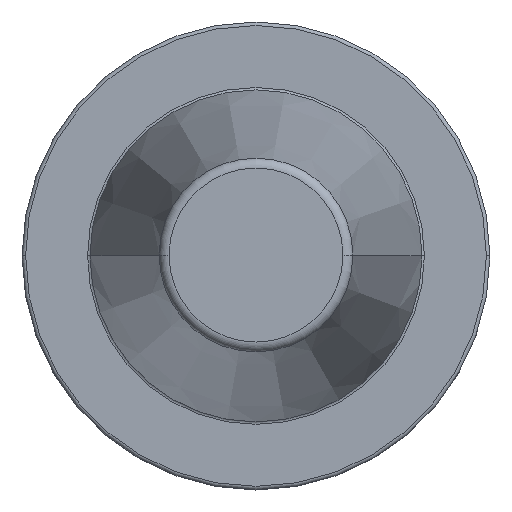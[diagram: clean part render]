
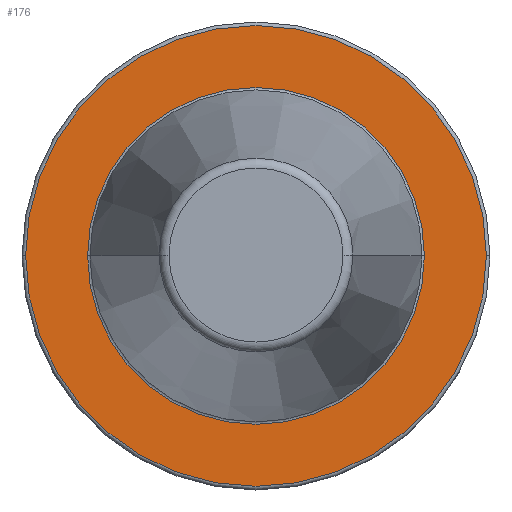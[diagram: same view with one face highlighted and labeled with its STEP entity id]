
A CAD part, top view. The second image highlights one B-rep face of the part: STEP entity #176.
In plain terms, the highlighted planar face has unit normal (0, 0, 1).
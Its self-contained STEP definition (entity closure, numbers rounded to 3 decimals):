
#43=FACE_BOUND('',#293,.T.);
#44=FACE_BOUND('',#294,.T.);
#50=PLANE('',#874);
#176=ADVANCED_FACE('',(#43,#44),#50,.F.);
#293=EDGE_LOOP('',(#463,#464));
#294=EDGE_LOOP('',(#465,#466));
#463=ORIENTED_EDGE('',*,*,#656,.T.);
#464=ORIENTED_EDGE('',*,*,#577,.T.);
#465=ORIENTED_EDGE('',*,*,#564,.T.);
#466=ORIENTED_EDGE('',*,*,#566,.T.);
#505=VERTEX_POINT('',#1179);
#508=VERTEX_POINT('',#1184);
#517=VERTEX_POINT('',#1212);
#518=VERTEX_POINT('',#1213);
#564=EDGE_CURVE('',#505,#508,#664,.T.);
#566=EDGE_CURVE('',#508,#505,#666,.T.);
#577=EDGE_CURVE('',#517,#518,#671,.T.);
#656=EDGE_CURVE('',#518,#517,#728,.T.);
#664=CIRCLE('',#769,35.425);
#666=CIRCLE('',#772,35.425);
#671=CIRCLE('',#781,48.46);
#728=CIRCLE('',#873,48.46);
#769=AXIS2_PLACEMENT_3D('',#1185,#903,#904);
#772=AXIS2_PLACEMENT_3D('',#1188,#909,#910);
#781=AXIS2_PLACEMENT_3D('',#1211,#933,#934);
#873=AXIS2_PLACEMENT_3D('',#1369,#1139,#1140);
#874=AXIS2_PLACEMENT_3D('',#1370,#1141,#1142);
#903=DIRECTION('',(0.,0.,-1.));
#904=DIRECTION('',(-1.,0.,0.));
#909=DIRECTION('',(0.,0.,-1.));
#910=DIRECTION('',(-1.,0.,0.));
#933=DIRECTION('',(0.,0.,1.));
#934=DIRECTION('',(-1.,0.,0.));
#1139=DIRECTION('',(0.,0.,1.));
#1140=DIRECTION('',(-1.,0.,0.));
#1141=DIRECTION('',(0.,0.,-1.));
#1142=DIRECTION('',(1.,0.,0.));
#1179=CARTESIAN_POINT('',(-35.425,0.,-3.2));
#1184=CARTESIAN_POINT('',(35.425,0.,-3.2));
#1185=CARTESIAN_POINT('',(0.,0.,-3.2));
#1188=CARTESIAN_POINT('',(0.,0.,-3.2));
#1211=CARTESIAN_POINT('',(0.,0.,-3.2));
#1212=CARTESIAN_POINT('',(48.46,0.,-3.2));
#1213=CARTESIAN_POINT('',(-48.46,0.,-3.2));
#1369=CARTESIAN_POINT('',(0.,0.,-3.2));
#1370=CARTESIAN_POINT('',(0.,35.425,-3.2));
